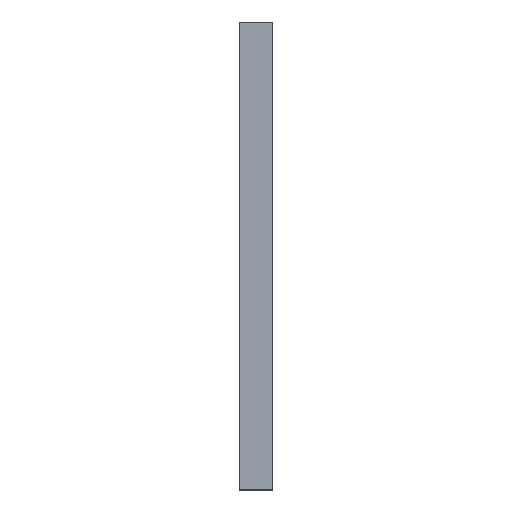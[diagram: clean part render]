
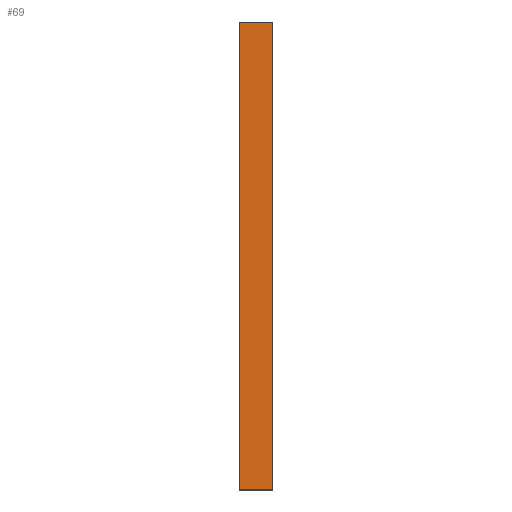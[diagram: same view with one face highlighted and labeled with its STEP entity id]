
A CAD part, left-side view. The second image highlights one B-rep face of the part: STEP entity #69.
In plain terms, the highlighted planar face has unit normal (-1, 0, 0).
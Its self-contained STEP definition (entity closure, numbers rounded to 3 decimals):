
#51 = CARTESIAN_POINT ( 'NONE',  ( -75.5, 5., 35. ) ) ;
#57 = VECTOR ( 'NONE', #247, 1000. ) ;
#69 = ADVANCED_FACE ( 'NONE', ( #524 ), #810, .F. ) ;
#95 = DIRECTION ( 'NONE',  ( 0., 0., 1. ) ) ;
#141 = DIRECTION ( 'NONE',  ( 0., -1., 0. ) ) ;
#155 = EDGE_CURVE ( 'NONE', #1019, #1038, #886, .T. ) ;
#157 = CARTESIAN_POINT ( 'NONE',  ( -75.5, 5., -35. ) ) ;
#164 = LINE ( 'NONE', #157, #895 ) ;
#184 = CARTESIAN_POINT ( 'NONE',  ( -75.5, 5., 35. ) ) ;
#225 = LINE ( 'NONE', #51, #996 ) ;
#247 = DIRECTION ( 'NONE',  ( 0., 0., 1. ) ) ;
#274 = VERTEX_POINT ( 'NONE', #814 ) ;
#317 = DIRECTION ( 'NONE',  ( 1., 0., 0. ) ) ;
#339 = CARTESIAN_POINT ( 'NONE',  ( -75.5, 0., 35. ) ) ;
#406 = EDGE_CURVE ( 'NONE', #274, #1038, #225, .T. ) ;
#477 = ORIENTED_EDGE ( 'NONE', *, *, #542, .T. ) ;
#485 = LINE ( 'NONE', #184, #1012 ) ;
#524 = FACE_OUTER_BOUND ( 'NONE', #811, .T. ) ;
#542 = EDGE_CURVE ( 'NONE', #650, #1019, #164, .T. ) ;
#650 = VERTEX_POINT ( 'NONE', #1165 ) ;
#718 = DIRECTION ( 'NONE',  ( 0., 0., -1. ) ) ;
#751 = DIRECTION ( 'NONE',  ( 0., -1., 0. ) ) ;
#752 = ORIENTED_EDGE ( 'NONE', *, *, #406, .F. ) ;
#762 = ORIENTED_EDGE ( 'NONE', *, *, #155, .T. ) ;
#810 = PLANE ( 'NONE',  #994 ) ;
#811 = EDGE_LOOP ( 'NONE', ( #762, #752, #969, #477 ) ) ;
#814 = CARTESIAN_POINT ( 'NONE',  ( -75.5, 5., 35. ) ) ;
#886 = LINE ( 'NONE', #339, #57 ) ;
#895 = VECTOR ( 'NONE', #751, 1000. ) ;
#902 = CARTESIAN_POINT ( 'NONE',  ( -75.5, 5., 35. ) ) ;
#963 = CARTESIAN_POINT ( 'NONE',  ( -75.5, 0., 35. ) ) ;
#969 = ORIENTED_EDGE ( 'NONE', *, *, #1066, .F. ) ;
#994 = AXIS2_PLACEMENT_3D ( 'NONE', #902, #317, #718 ) ;
#996 = VECTOR ( 'NONE', #141, 1000. ) ;
#1012 = VECTOR ( 'NONE', #95, 1000. ) ;
#1019 = VERTEX_POINT ( 'NONE', #1150 ) ;
#1038 = VERTEX_POINT ( 'NONE', #963 ) ;
#1066 = EDGE_CURVE ( 'NONE', #650, #274, #485, .T. ) ;
#1150 = CARTESIAN_POINT ( 'NONE',  ( -75.5, 0., -35. ) ) ;
#1165 = CARTESIAN_POINT ( 'NONE',  ( -75.5, 5., -35. ) ) ;
